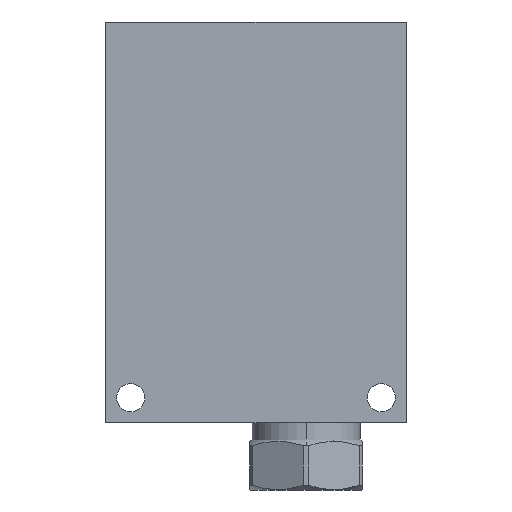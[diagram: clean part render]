
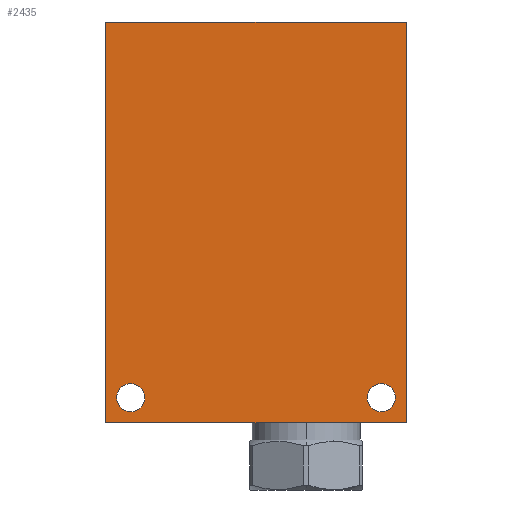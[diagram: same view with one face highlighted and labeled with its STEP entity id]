
A CAD part, left-side view. The second image highlights one B-rep face of the part: STEP entity #2435.
In plain terms, the highlighted planar face has unit normal (-1, 0, 0).
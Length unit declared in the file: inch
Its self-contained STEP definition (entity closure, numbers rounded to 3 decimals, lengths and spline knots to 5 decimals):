
#1=DIRECTION('',(0.,-1.,0.));
#2=VECTOR('',#1,3.);
#3=CARTESIAN_POINT('',(0.,0.,0.));
#4=LINE('',#3,#2);
#27=DIRECTION('',(0.,0.,1.));
#28=VECTOR('',#27,4.);
#29=CARTESIAN_POINT('',(0.,0.,0.));
#30=LINE('',#29,#28);
#31=CARTESIAN_POINT('',(0.,-0.25,0.25));
#32=DIRECTION('',(1.,0.,0.));
#33=DIRECTION('',(0.,0.,-1.));
#34=AXIS2_PLACEMENT_3D('',#31,#32,#33);
#36=CARTESIAN_POINT('',(0.,-0.25,0.25));
#37=DIRECTION('',(1.,0.,0.));
#38=DIRECTION('',(0.,0.,1.));
#39=AXIS2_PLACEMENT_3D('',#36,#37,#38);
#41=CARTESIAN_POINT('',(0.,-2.75,0.25));
#42=DIRECTION('',(1.,0.,0.));
#43=DIRECTION('',(0.,0.,-1.));
#44=AXIS2_PLACEMENT_3D('',#41,#42,#43);
#46=CARTESIAN_POINT('',(0.,-2.75,0.25));
#47=DIRECTION('',(1.,0.,0.));
#48=DIRECTION('',(0.,0.,1.));
#49=AXIS2_PLACEMENT_3D('',#46,#47,#48);
#99=DIRECTION('',(0.,0.,1.));
#100=VECTOR('',#99,4.);
#101=CARTESIAN_POINT('',(0.,-3.,0.));
#102=LINE('',#101,#100);
#887=DIRECTION('',(0.,-1.,0.));
#888=VECTOR('',#887,3.);
#889=CARTESIAN_POINT('',(0.,0.,4.));
#890=LINE('',#889,#888);
#2127=CARTESIAN_POINT('',(0.,0.,0.));
#2128=CARTESIAN_POINT('',(0.,-3.,0.));
#2129=VERTEX_POINT('',#2127);
#2130=VERTEX_POINT('',#2128);
#2135=CARTESIAN_POINT('',(0.,0.,4.));
#2136=CARTESIAN_POINT('',(0.,-3.,4.));
#2137=VERTEX_POINT('',#2135);
#2138=VERTEX_POINT('',#2136);
#2235=CARTESIAN_POINT('',(0.,-0.25,0.1095));
#2236=CARTESIAN_POINT('',(0.,-0.25,0.3905));
#2237=VERTEX_POINT('',#2235);
#2238=VERTEX_POINT('',#2236);
#2243=CARTESIAN_POINT('',(0.,-2.75,0.1095));
#2244=CARTESIAN_POINT('',(0.,-2.75,0.3905));
#2245=VERTEX_POINT('',#2243);
#2246=VERTEX_POINT('',#2244);
#2409=CARTESIAN_POINT('',(0.,0.,0.));
#2410=DIRECTION('',(-1.,0.,0.));
#2411=DIRECTION('',(0.,-1.,0.));
#2412=AXIS2_PLACEMENT_3D('',#2409,#2410,#2411);
#2413=PLANE('',#2412);
#2414=ORIENTED_EDGE('',*,*,#2392,.F.);
#2416=ORIENTED_EDGE('',*,*,#2415,.T.);
#2418=ORIENTED_EDGE('',*,*,#2417,.T.);
#2420=ORIENTED_EDGE('',*,*,#2419,.F.);
#2421=EDGE_LOOP('',(#2414,#2416,#2418,#2420));
#2422=FACE_OUTER_BOUND('',#2421,.F.);
#2424=ORIENTED_EDGE('',*,*,#2423,.F.);
#2426=ORIENTED_EDGE('',*,*,#2425,.F.);
#2427=EDGE_LOOP('',(#2424,#2426));
#2428=FACE_BOUND('',#2427,.F.);
#2430=ORIENTED_EDGE('',*,*,#2429,.F.);
#2432=ORIENTED_EDGE('',*,*,#2431,.F.);
#2433=EDGE_LOOP('',(#2430,#2432));
#2434=FACE_BOUND('',#2433,.F.);
#2435=ADVANCED_FACE('',(#2422,#2428,#2434),#2413,.T.);
#35=CIRCLE('',#34,0.1405);
#40=CIRCLE('',#39,0.1405);
#45=CIRCLE('',#44,0.1405);
#50=CIRCLE('',#49,0.1405);
#2392=EDGE_CURVE('',#2129,#2130,#4,.T.);
#2415=EDGE_CURVE('',#2129,#2137,#30,.T.);
#2417=EDGE_CURVE('',#2137,#2138,#890,.T.);
#2419=EDGE_CURVE('',#2130,#2138,#102,.T.);
#2423=EDGE_CURVE('',#2237,#2238,#35,.T.);
#2425=EDGE_CURVE('',#2238,#2237,#40,.T.);
#2429=EDGE_CURVE('',#2245,#2246,#45,.T.);
#2431=EDGE_CURVE('',#2246,#2245,#50,.T.);
